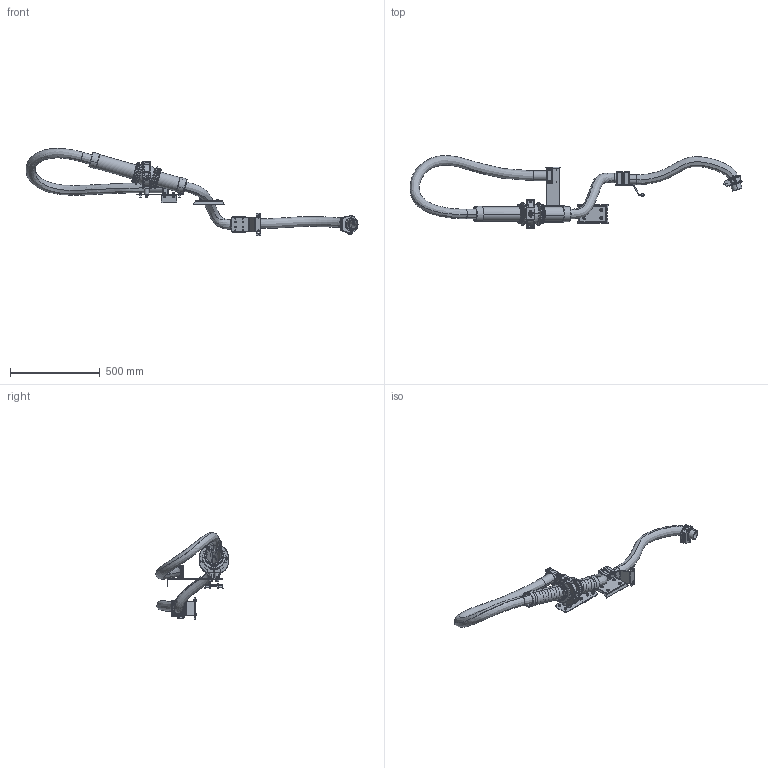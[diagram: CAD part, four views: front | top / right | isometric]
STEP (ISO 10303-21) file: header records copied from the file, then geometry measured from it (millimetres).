
FILE_DESCRIPTION (( 'STEP AP214' ), '1' );
FILE_NAME ('P2457-3.STEP', '2023-03-02T11:25:09', ( '' ), ( '' ), 'SwSTEP 2.0', 'SolidWorks 2021', '' );
FILE_SCHEMA (( 'AUTOMOTIVE_DESIGN' ));
Length unit declared in the file: millimetre
Products named in the file (1): P2457-3
Bounding box: 1852.33 x 404.99 x 485.89 mm (x, y, z)
Volume: 3875987.1 mm3; surface area: 1974354.3 mm2
Topology: 79 solids, 79 shells, 4343 faces, 11180 edges, 7129 vertices
Faces by surface type: plane 1533, cylinder 1395, bspline 814, torus 292, cone 257, sphere 52
Entity records: 251141 total; most frequent: CARTESIAN_POINT 102070, ORIENTED_EDGE 22180, DIRECTION 19257, EDGE_CURVE 11090, AXIS2_PLACEMENT_3D 7134, VERTEX_POINT 7111, LINE 4989, VECTOR 4989
